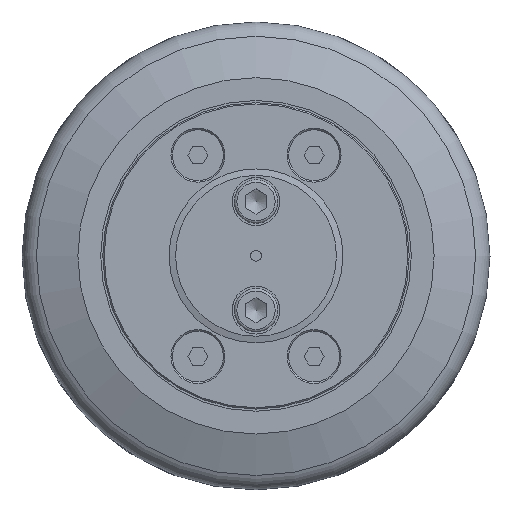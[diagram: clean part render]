
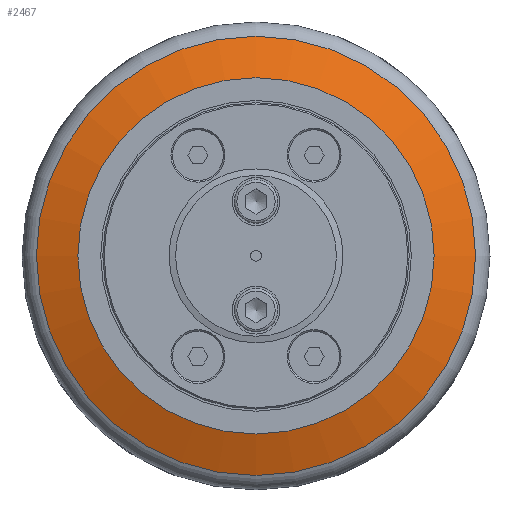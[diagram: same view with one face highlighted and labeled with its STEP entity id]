
A CAD part, top view. The second image highlights one B-rep face of the part: STEP entity #2467.
In plain terms, the highlighted conical face has half-angle 70 degrees and reference radius 47.396 mm.
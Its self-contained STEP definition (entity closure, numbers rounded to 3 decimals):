
#51=CONICAL_SURFACE('',#2656,47.396,1.222);
#74=LINE('',#3790,#223);
#223=VECTOR('',#3022,47.396);
#521=FACE_OUTER_BOUND('',#657,.T.);
#657=EDGE_LOOP('',(#1666,#1667,#1668,#1669,#1670,#1671,#1672));
#836=CIRCLE('',#2647,50.533);
#837=CIRCLE('',#2648,50.533);
#841=CIRCLE('',#2652,50.533);
#845=CIRCLE('',#2657,41.);
#846=CIRCLE('',#2658,41.);
#1007=VERTEX_POINT('',#3742);
#1008=VERTEX_POINT('',#3743);
#1009=VERTEX_POINT('',#3745);
#1014=VERTEX_POINT('',#3786);
#1015=VERTEX_POINT('',#3787);
#1270=EDGE_CURVE('',#1007,#1008,#836,.T.);
#1271=EDGE_CURVE('',#1008,#1009,#837,.T.);
#1275=EDGE_CURVE('',#1009,#1007,#841,.T.);
#1279=EDGE_CURVE('',#1014,#1015,#845,.T.);
#1280=EDGE_CURVE('',#1015,#1014,#846,.T.);
#1281=EDGE_CURVE('',#1015,#1008,#74,.T.);
#1666=ORIENTED_EDGE('',*,*,#1279,.F.);
#1667=ORIENTED_EDGE('',*,*,#1280,.F.);
#1668=ORIENTED_EDGE('',*,*,#1281,.T.);
#1669=ORIENTED_EDGE('',*,*,#1270,.F.);
#1670=ORIENTED_EDGE('',*,*,#1275,.F.);
#1671=ORIENTED_EDGE('',*,*,#1271,.F.);
#1672=ORIENTED_EDGE('',*,*,#1281,.F.);
#2467=ADVANCED_FACE('',(#521),#51,.T.);
#2647=AXIS2_PLACEMENT_3D('',#3744,#2998,#2999);
#2648=AXIS2_PLACEMENT_3D('',#3746,#3000,#3001);
#2652=AXIS2_PLACEMENT_3D('',#3752,#3008,#3009);
#2656=AXIS2_PLACEMENT_3D('',#3785,#3016,#3017);
#2657=AXIS2_PLACEMENT_3D('',#3788,#3018,#3019);
#2658=AXIS2_PLACEMENT_3D('',#3789,#3020,#3021);
#2998=DIRECTION('center_axis',(0.,0.,
-1.));
#2999=DIRECTION('ref_axis',(1.,0.,0.));
#3000=DIRECTION('center_axis',(0.,0.,
-1.));
#3001=DIRECTION('ref_axis',(1.,0.,0.));
#3008=DIRECTION('center_axis',(0.,0.,
-1.));
#3009=DIRECTION('ref_axis',(1.,0.,0.));
#3016=DIRECTION('center_axis',(0.,0.,
-1.));
#3017=DIRECTION('ref_axis',(-1.,0.,0.));
#3018=DIRECTION('center_axis',(0.,0.,
1.));
#3019=DIRECTION('ref_axis',(-1.,0.,0.));
#3020=DIRECTION('center_axis',(0.,0.,
1.));
#3021=DIRECTION('ref_axis',(-1.,0.,0.));
#3022=DIRECTION('',(0.94,0.,-0.342));
#3742=CARTESIAN_POINT('',(19.467,70.,66.33));
#3743=CARTESIAN_POINT('',(120.533,70.,66.33));
#3744=CARTESIAN_POINT('Origin',(70.,70.,66.33));
#3745=CARTESIAN_POINT('',(70.,19.467,66.33));
#3746=CARTESIAN_POINT('Origin',(70.,70.,66.33));
#3752=CARTESIAN_POINT('Origin',(70.,70.,66.33));
#3785=CARTESIAN_POINT('Origin',(70.,70.,67.472));
#3786=CARTESIAN_POINT('',(29.,70.,69.8));
#3787=CARTESIAN_POINT('',(111.,70.,69.8));
#3788=CARTESIAN_POINT('Origin',(70.,70.,69.8));
#3789=CARTESIAN_POINT('Origin',(70.,70.,69.8));
#3790=CARTESIAN_POINT('',(117.396,70.,67.472));
